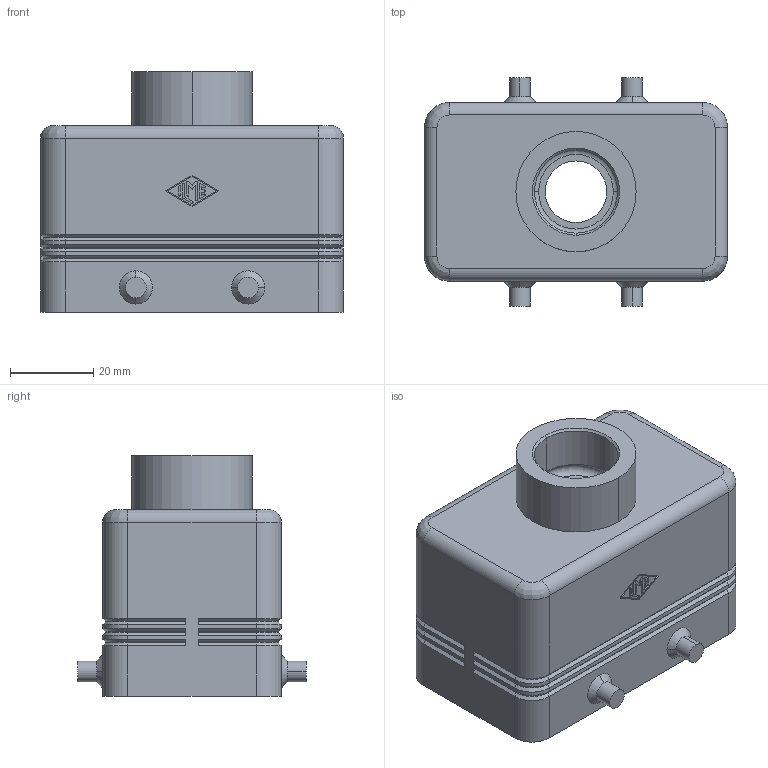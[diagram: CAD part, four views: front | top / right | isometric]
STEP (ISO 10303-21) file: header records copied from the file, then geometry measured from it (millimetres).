
FILE_DESCRIPTION(('Creo Elements/Direct Modeling STEP Export'),'2;1');
FILE_NAME('0ln7uvk49a5ssqs4008','2017-02-20T11:51:38',(''),(''),'PTC Creo Elements/Direct Modeling STEP processor for AP214 (Solid Model)','PTC Creo Elements/Direct Modeling 19.0E 27-Jun-2016 (C) Parametric Technology GmbH','');
FILE_SCHEMA(('AUTOMOTIVE_DESIGN { 1 0 10303 214 1 1 1 1 }'));
Length unit declared in the file: millimetre
Products named in the file (1): MHVE_10.20M
Bounding box: 73 x 55 x 58 mm (x, y, z)
Volume: 49314.4 mm3; surface area: 27662.2 mm2
Topology: 1 solids, 1 shells, 282 faces, 681 edges, 414 vertices
Faces by surface type: plane 148, cylinder 86, cone 42, bspline 4, torus 2
Entity records: 10193 total; most frequent: CARTESIAN_POINT 1454, ORIENTED_EDGE 1346, DIRECTION 1333, EDGE_CURVE 673, VECTOR 467, LINE 467, AXIS2_PLACEMENT_3D 433, VERTEX_POINT 414
